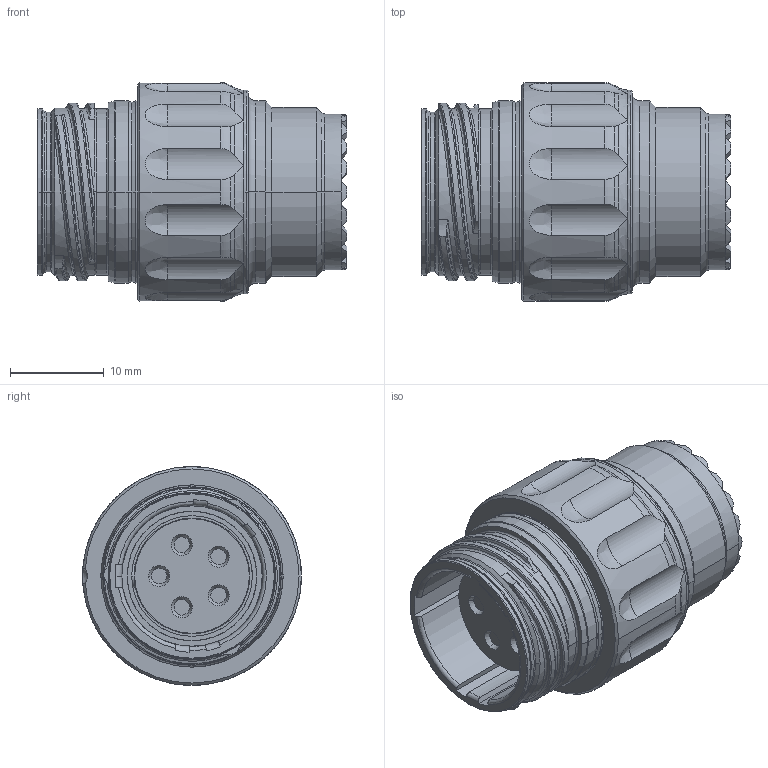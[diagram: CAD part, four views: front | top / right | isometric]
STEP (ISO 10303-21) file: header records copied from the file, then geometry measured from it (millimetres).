
FILE_DESCRIPTION((''),'2;1');
FILE_NAME('00197590--','2021-04-15T09:02:45',('FHeitzinger'),(''),'CREO PARAMETRIC BY PTC INC, 2018300','CREO PARAMETRIC BY PTC INC, 2018300','');
FILE_SCHEMA(('AP242_MANAGED_MODEL_BASED_3D_ENGINEERING_MIM_LF { 1 0 10303 442 1 1 4 }'));
Length unit declared in the file: millimetre
Products named in the file (1): 00197590--
Bounding box: 33 x 23.3 x 23.3 mm (x, y, z)
Volume: 7969.5 mm3; surface area: 4960.9 mm2
Topology: 1 solids, 1 shells, 374 faces, 1104 edges, 748 vertices
Faces by surface type: plane 116, cylinder 89, torus 75, cone 61, bspline 32, sphere 1
Entity records: 18961 total; most frequent: CARTESIAN_POINT 6598, ORIENTED_EDGE 2208, DIRECTION 1868, EDGE_CURVE 1104, AXIS2_PLACEMENT_3D 798, VERTEX_POINT 748, CIRCLE 456, EDGE_LOOP 390
